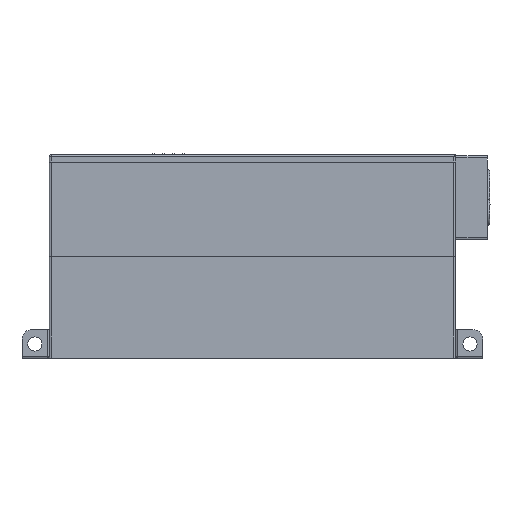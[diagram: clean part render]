
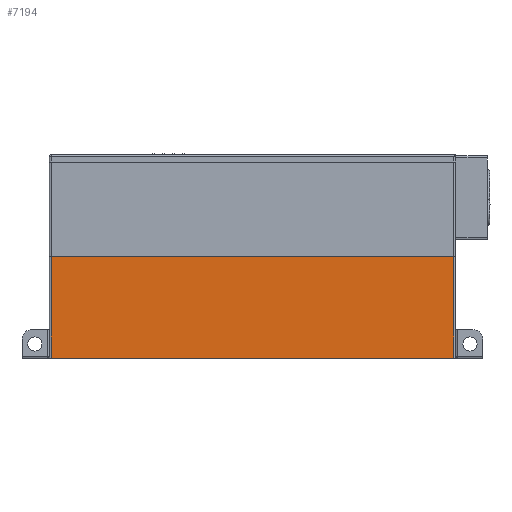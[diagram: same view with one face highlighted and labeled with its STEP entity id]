
A CAD part, left-side view. The second image highlights one B-rep face of the part: STEP entity #7194.
In plain terms, the highlighted planar face has unit normal (-1, 0, 0).
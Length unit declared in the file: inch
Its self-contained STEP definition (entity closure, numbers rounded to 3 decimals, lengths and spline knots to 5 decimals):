
#1765 = DIRECTION ( 'NONE',  ( 0., -1., 0. ) ) ;
#2083 = CARTESIAN_POINT ( 'NONE',  ( -7.285, -10.135, -5. ) ) ;
#2703 = VERTEX_POINT ( 'NONE', #2083 ) ;
#2717 = ORIENTED_EDGE ( 'NONE', *, *, #21821, .T. ) ;
#3200 = CARTESIAN_POINT ( 'NONE',  ( -7.285, 10.135, -5. ) ) ;
#7194 = ADVANCED_FACE ( 'NONE', ( #8464 ), #31399, .F. ) ;
#7226 = EDGE_LOOP ( 'NONE', ( #15660, #23005, #2717, #24478 ) ) ;
#7348 = DIRECTION ( 'NONE',  ( 0., 0., -1. ) ) ;
#8464 = FACE_OUTER_BOUND ( 'NONE', #7226, .T. ) ;
#12561 = LINE ( 'NONE', #3200, #22238 ) ;
#14647 = CARTESIAN_POINT ( 'NONE',  ( -7.285, 10.135, -5. ) ) ;
#14854 = VERTEX_POINT ( 'NONE', #30043 ) ;
#15660 = ORIENTED_EDGE ( 'NONE', *, *, #17146, .T. ) ;
#17146 = EDGE_CURVE ( 'NONE', #2703, #14854, #37162, .T. ) ;
#20786 = VERTEX_POINT ( 'NONE', #27709 ) ;
#21461 = DIRECTION ( 'NONE',  ( 0., 0., 1. ) ) ;
#21821 = EDGE_CURVE ( 'NONE', #20786, #42262, #12561, .T. ) ;
#22238 = VECTOR ( 'NONE', #7348, 39.37008 ) ;
#23005 = ORIENTED_EDGE ( 'NONE', *, *, #37355, .T. ) ;
#23290 = CARTESIAN_POINT ( 'NONE',  ( -7.285, 11.595, -5. ) ) ;
#24478 = ORIENTED_EDGE ( 'NONE', *, *, #24674, .T. ) ;
#24674 = EDGE_CURVE ( 'NONE', #42262, #2703, #26925, .T. ) ;
#24914 = VECTOR ( 'NONE', #21461, 39.37008 ) ;
#25994 = LINE ( 'NONE', #38714, #46619 ) ;
#26925 = LINE ( 'NONE', #51062, #47553 ) ;
#27435 = DIRECTION ( 'NONE',  ( 0., 0., -1. ) ) ;
#27709 = CARTESIAN_POINT ( 'NONE',  ( -7.285, 10.135, 0.11 ) ) ;
#29712 = CARTESIAN_POINT ( 'NONE',  ( -7.285, -10.135, 5.24 ) ) ;
#30043 = CARTESIAN_POINT ( 'NONE',  ( -7.285, -10.135, 0.11 ) ) ;
#31399 = PLANE ( 'NONE',  #45101 ) ;
#37162 = LINE ( 'NONE', #29712, #24914 ) ;
#37355 = EDGE_CURVE ( 'NONE', #14854, #20786, #25994, .T. ) ;
#38714 = CARTESIAN_POINT ( 'NONE',  ( -7.285, 11.595, 0.11 ) ) ;
#42262 = VERTEX_POINT ( 'NONE', #14647 ) ;
#42852 = DIRECTION ( 'NONE',  ( 0., 1., 0. ) ) ;
#45101 = AXIS2_PLACEMENT_3D ( 'NONE', #23290, #52096, #27435 ) ;
#46619 = VECTOR ( 'NONE', #42852, 39.37008 ) ;
#47553 = VECTOR ( 'NONE', #1765, 39.37008 ) ;
#51062 = CARTESIAN_POINT ( 'NONE',  ( -7.285, 11.595, -5. ) ) ;
#52096 = DIRECTION ( 'NONE',  ( 1., 0., 0. ) ) ;
